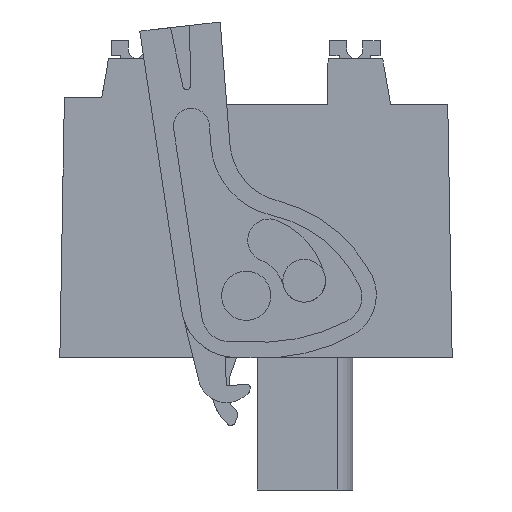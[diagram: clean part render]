
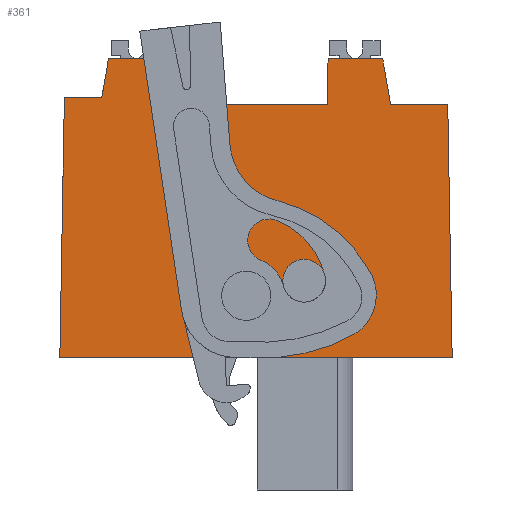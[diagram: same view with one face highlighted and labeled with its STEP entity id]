
A CAD part, left-side view. The second image highlights one B-rep face of the part: STEP entity #361.
In plain terms, the highlighted planar face has unit normal (-1, 0, 0).
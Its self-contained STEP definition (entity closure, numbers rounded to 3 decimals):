
#241=AXIS2_PLACEMENT_3D('Plane Axis2P3D',#238,#239,#240) ;
#327=AXIS2_PLACEMENT_3D('Circle Axis2P3D',#325,#326,$) ;
#336=AXIS2_PLACEMENT_3D('Circle Axis2P3D',#334,#335,$) ;
#345=AXIS2_PLACEMENT_3D('Circle Axis2P3D',#343,#344,$) ;
#354=AXIS2_PLACEMENT_3D('Circle Axis2P3D',#352,#353,$) ;
#40=CARTESIAN_POINT('Vertex',(4.85,21.679,27.192)) ;
#45=CARTESIAN_POINT('Line Origine',(4.85,19.954,27.192)) ;
#49=CARTESIAN_POINT('Vertex',(4.85,18.23,27.192)) ;
#205=CARTESIAN_POINT('Line Origine',(4.85,18.204,25.742)) ;
#209=CARTESIAN_POINT('Vertex',(4.85,18.179,24.292)) ;
#238=CARTESIAN_POINT('Axis2P3D Location',(4.85,0.,0.)) ;
#243=CARTESIAN_POINT('Line Origine',(4.85,21.89,25.967)) ;
#247=CARTESIAN_POINT('Vertex',(4.85,22.101,24.742)) ;
#250=CARTESIAN_POINT('Line Origine',(4.85,23.281,24.742)) ;
#254=CARTESIAN_POINT('Vertex',(4.85,24.461,24.742)) ;
#257=CARTESIAN_POINT('Line Origine',(4.85,24.604,16.546)) ;
#261=CARTESIAN_POINT('Vertex',(4.85,24.747,8.35)) ;
#264=CARTESIAN_POINT('Line Origine',(4.85,12.373,8.35)) ;
#268=CARTESIAN_POINT('Vertex',(4.85,0.,8.35)) ;
#271=CARTESIAN_POINT('Line Origine',(4.85,0.139,16.321)) ;
#275=CARTESIAN_POINT('Vertex',(4.85,0.278,24.292)) ;
#278=CARTESIAN_POINT('Line Origine',(4.85,2.079,24.292)) ;
#282=CARTESIAN_POINT('Vertex',(4.85,3.879,24.292)) ;
#285=CARTESIAN_POINT('Line Origine',(4.85,4.129,25.742)) ;
#289=CARTESIAN_POINT('Vertex',(4.85,4.379,27.192)) ;
#292=CARTESIAN_POINT('Line Origine',(4.85,6.104,27.192)) ;
#296=CARTESIAN_POINT('Vertex',(4.85,7.828,27.192)) ;
#299=CARTESIAN_POINT('Line Origine',(4.85,7.854,25.742)) ;
#303=CARTESIAN_POINT('Vertex',(4.85,7.879,24.292)) ;
#306=CARTESIAN_POINT('Line Origine',(4.85,13.029,24.292)) ;
#325=CARTESIAN_POINT('Axis2P3D Location',(4.85,12.991,12.252)) ;
#329=CARTESIAN_POINT('Vertex',(4.85,12.991,13.802)) ;
#331=CARTESIAN_POINT('Vertex',(4.85,12.991,10.702)) ;
#334=CARTESIAN_POINT('Axis2P3D Location',(4.85,12.991,12.252)) ;
#343=CARTESIAN_POINT('Axis2P3D Location',(4.85,9.331,13.202)) ;
#347=CARTESIAN_POINT('Vertex',(4.85,9.331,14.552)) ;
#349=CARTESIAN_POINT('Vertex',(4.85,9.331,11.852)) ;
#352=CARTESIAN_POINT('Axis2P3D Location',(4.85,9.331,13.202)) ;
#46=DIRECTION('Vector Direction',(0.,-1.,0.)) ;
#206=DIRECTION('Vector Direction',(0.,-0.017,-1.)) ;
#239=DIRECTION('Axis2P3D Direction',(-1.,0.,0.)) ;
#240=DIRECTION('Axis2P3D XDirection',(0.,0.,1.)) ;
#244=DIRECTION('Vector Direction',(0.,-0.17,0.985)) ;
#251=DIRECTION('Vector Direction',(0.,-1.,0.)) ;
#258=DIRECTION('Vector Direction',(0.,0.017,-1.)) ;
#265=DIRECTION('Vector Direction',(0.,-1.,0.)) ;
#272=DIRECTION('Vector Direction',(0.,0.017,1.)) ;
#279=DIRECTION('Vector Direction',(0.,-1.,0.)) ;
#286=DIRECTION('Vector Direction',(0.,-0.17,-0.985)) ;
#293=DIRECTION('Vector Direction',(0.,-1.,0.)) ;
#300=DIRECTION('Vector Direction',(0.,-0.017,1.)) ;
#307=DIRECTION('Vector Direction',(0.,-1.,0.)) ;
#326=DIRECTION('Axis2P3D Direction',(-1.,0.,0.)) ;
#335=DIRECTION('Axis2P3D Direction',(-1.,0.,0.)) ;
#344=DIRECTION('Axis2P3D Direction',(-1.,0.,0.)) ;
#353=DIRECTION('Axis2P3D Direction',(-1.,0.,0.)) ;
#47=VECTOR('Line Direction',#46,1.) ;
#207=VECTOR('Line Direction',#206,1.) ;
#245=VECTOR('Line Direction',#244,1.) ;
#252=VECTOR('Line Direction',#251,1.) ;
#259=VECTOR('Line Direction',#258,1.) ;
#266=VECTOR('Line Direction',#265,1.) ;
#273=VECTOR('Line Direction',#272,1.) ;
#280=VECTOR('Line Direction',#279,1.) ;
#287=VECTOR('Line Direction',#286,1.) ;
#294=VECTOR('Line Direction',#293,1.) ;
#301=VECTOR('Line Direction',#300,1.) ;
#308=VECTOR('Line Direction',#307,1.) ;
#312=ORIENTED_EDGE('',*,*,#211,.T.) ;
#313=ORIENTED_EDGE('',*,*,#51,.T.) ;
#314=ORIENTED_EDGE('',*,*,#249,.T.) ;
#315=ORIENTED_EDGE('',*,*,#256,.T.) ;
#316=ORIENTED_EDGE('',*,*,#263,.T.) ;
#317=ORIENTED_EDGE('',*,*,#270,.T.) ;
#318=ORIENTED_EDGE('',*,*,#277,.T.) ;
#319=ORIENTED_EDGE('',*,*,#284,.T.) ;
#320=ORIENTED_EDGE('',*,*,#291,.T.) ;
#321=ORIENTED_EDGE('',*,*,#298,.T.) ;
#322=ORIENTED_EDGE('',*,*,#305,.T.) ;
#323=ORIENTED_EDGE('',*,*,#310,.T.) ;
#340=ORIENTED_EDGE('',*,*,#333,.F.) ;
#341=ORIENTED_EDGE('',*,*,#338,.F.) ;
#358=ORIENTED_EDGE('',*,*,#351,.F.) ;
#359=ORIENTED_EDGE('',*,*,#356,.F.) ;
#342=FACE_BOUND('',#339,.T.) ;
#360=FACE_BOUND('',#357,.T.) ;
#361=ADVANCED_FACE('HOUSING',(#324,#342,#360),#242,.T.) ;
#328=CIRCLE('generated circle',#327,1.55) ;
#337=CIRCLE('generated circle',#336,1.55) ;
#346=CIRCLE('generated circle',#345,1.35) ;
#355=CIRCLE('generated circle',#354,1.35) ;
#51=EDGE_CURVE('',#50,#41,#48,.F.) ;
#211=EDGE_CURVE('',#210,#50,#208,.F.) ;
#249=EDGE_CURVE('',#41,#248,#246,.F.) ;
#256=EDGE_CURVE('',#248,#255,#253,.F.) ;
#263=EDGE_CURVE('',#255,#262,#260,.T.) ;
#270=EDGE_CURVE('',#262,#269,#267,.T.) ;
#277=EDGE_CURVE('',#269,#276,#274,.T.) ;
#284=EDGE_CURVE('',#276,#283,#281,.F.) ;
#291=EDGE_CURVE('',#283,#290,#288,.F.) ;
#298=EDGE_CURVE('',#290,#297,#295,.F.) ;
#305=EDGE_CURVE('',#297,#304,#302,.F.) ;
#310=EDGE_CURVE('',#304,#210,#309,.F.) ;
#333=EDGE_CURVE('',#330,#332,#328,.T.) ;
#338=EDGE_CURVE('',#332,#330,#337,.T.) ;
#351=EDGE_CURVE('',#348,#350,#346,.T.) ;
#356=EDGE_CURVE('',#350,#348,#355,.T.) ;
#311=EDGE_LOOP('',(#312,#313,#314,#315,#316,#317,#318,#319,#320,#321,#322,#323)) ;
#339=EDGE_LOOP('',(#340,#341)) ;
#357=EDGE_LOOP('',(#358,#359)) ;
#324=FACE_OUTER_BOUND('',#311,.T.) ;
#48=LINE('Line',#45,#47) ;
#208=LINE('Line',#205,#207) ;
#246=LINE('Line',#243,#245) ;
#253=LINE('Line',#250,#252) ;
#260=LINE('Line',#257,#259) ;
#267=LINE('Line',#264,#266) ;
#274=LINE('Line',#271,#273) ;
#281=LINE('Line',#278,#280) ;
#288=LINE('Line',#285,#287) ;
#295=LINE('Line',#292,#294) ;
#302=LINE('Line',#299,#301) ;
#309=LINE('Line',#306,#308) ;
#242=PLANE('',#241) ;
#41=VERTEX_POINT('',#40) ;
#50=VERTEX_POINT('',#49) ;
#210=VERTEX_POINT('',#209) ;
#248=VERTEX_POINT('',#247) ;
#255=VERTEX_POINT('',#254) ;
#262=VERTEX_POINT('',#261) ;
#269=VERTEX_POINT('',#268) ;
#276=VERTEX_POINT('',#275) ;
#283=VERTEX_POINT('',#282) ;
#290=VERTEX_POINT('',#289) ;
#297=VERTEX_POINT('',#296) ;
#304=VERTEX_POINT('',#303) ;
#330=VERTEX_POINT('',#329) ;
#332=VERTEX_POINT('',#331) ;
#348=VERTEX_POINT('',#347) ;
#350=VERTEX_POINT('',#349) ;
